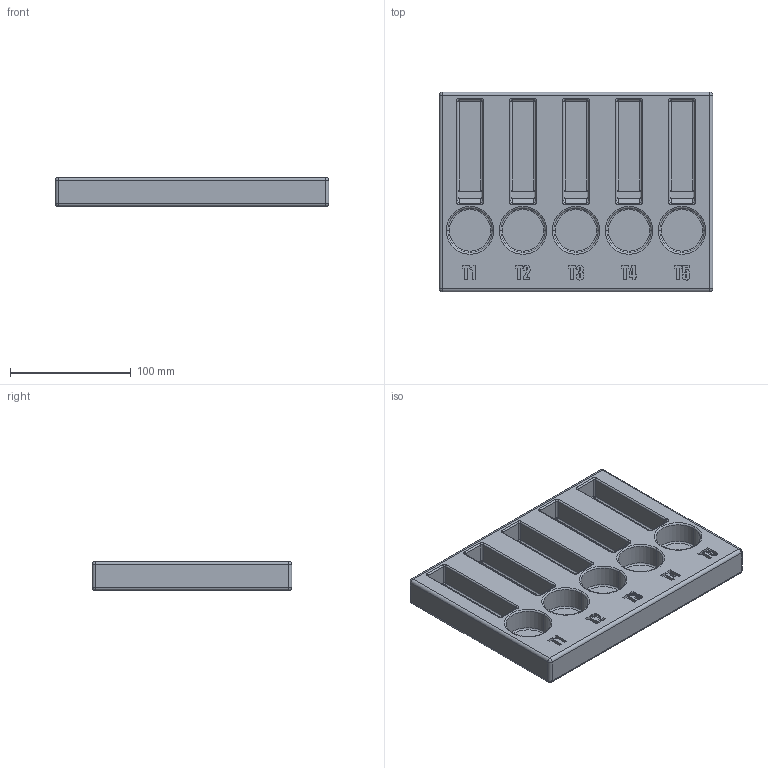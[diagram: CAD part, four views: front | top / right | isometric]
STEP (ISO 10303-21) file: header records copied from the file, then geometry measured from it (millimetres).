
FILE_DESCRIPTION(('CoCreate Modeling STEP Export'),'2;1');
FILE_NAME('Tool Storage Print rev1.stp','2024-04-30T14:54:03',(''),(''),'CoCreate Modeling STEP processor for AP214 (Solid Model)','CoCreate Modeling 16.50B 13-Apr-2010 (C) Parametric Technology GmbH','');
FILE_SCHEMA(('AUTOMOTIVE_DESIGN { 1 0 10303 214 1 1 1 1 }'));
Length unit declared in the file: millimetre
Products named in the file (1): Tray
Bounding box: 226.04 x 165.1 x 24.13 mm (x, y, z)
Volume: 641018 mm3; surface area: 120250 mm2
Topology: 1 solids, 1 shells, 466 faces, 1173 edges, 692 vertices
Faces by surface type: plane 266, cylinder 102, torus 40, bspline 30, sphere 18, extrusion 10
Entity records: 17398 total; most frequent: CARTESIAN_POINT 6889, ORIENTED_EDGE 2270, DIRECTION 2003, EDGE_CURVE 1135, VECTOR 851, LINE 841, VERTEX_POINT 692, AXIS2_PLACEMENT_3D 576
